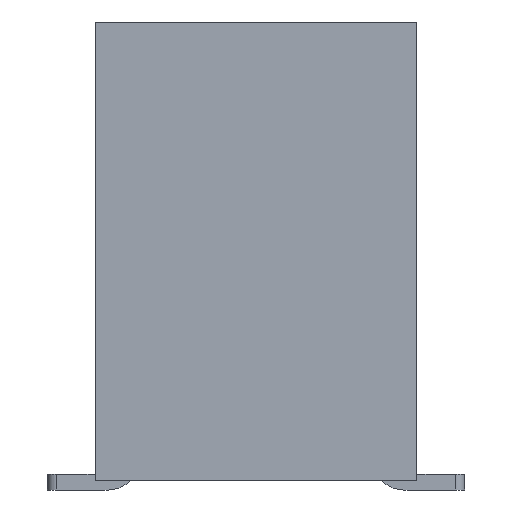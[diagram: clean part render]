
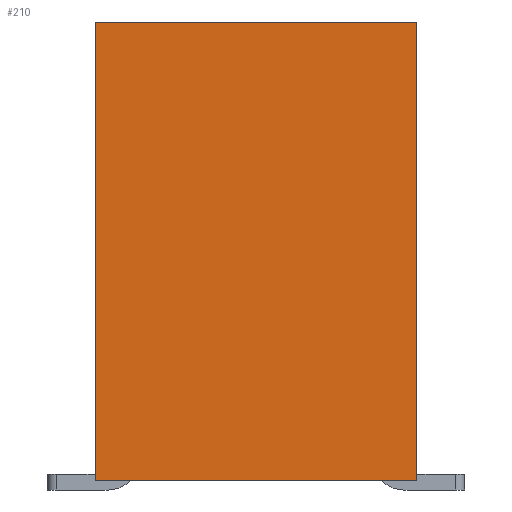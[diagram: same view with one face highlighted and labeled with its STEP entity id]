
A CAD part, left-side view. The second image highlights one B-rep face of the part: STEP entity #210.
In plain terms, the highlighted planar face has unit normal (-1, 0, 0).
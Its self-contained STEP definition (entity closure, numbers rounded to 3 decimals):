
#210=ADVANCED_FACE('',(#936),#580,.T.);
#580=PLANE('',#7177);
#936=FACE_OUTER_BOUND('',#1332,.T.);
#1332=EDGE_LOOP('',(#1936,#1937,#1938,#1939));
#1936=ORIENTED_EDGE('',*,*,#4572,.T.);
#1937=ORIENTED_EDGE('',*,*,#4553,.T.);
#1938=ORIENTED_EDGE('',*,*,#4593,.F.);
#1939=ORIENTED_EDGE('',*,*,#4594,.T.);
#3899=VERTEX_POINT('',#9872);
#3901=VERTEX_POINT('',#9876);
#3918=VERTEX_POINT('',#9914);
#3934=VERTEX_POINT('',#9952);
#4553=EDGE_CURVE('',#3899,#3901,#5559,.T.);
#4572=EDGE_CURVE('',#3918,#3899,#5578,.T.);
#4593=EDGE_CURVE('',#3934,#3901,#5599,.T.);
#4594=EDGE_CURVE('',#3934,#3918,#5600,.T.);
#5559=LINE('',#9877,#6453);
#5578=LINE('',#9913,#6472);
#5599=LINE('',#9951,#6493);
#5600=LINE('',#9953,#6494);
#6453=VECTOR('',#7844,1.);
#6472=VECTOR('',#7865,1.);
#6493=VECTOR('',#7888,1.);
#6494=VECTOR('',#7889,1.);
#7177=AXIS2_PLACEMENT_3D('',#9954,#7890,#7891);
#7844=DIRECTION('',(0.,1.,0.));
#7865=DIRECTION('',(0.,0.,1.));
#7888=DIRECTION('',(0.,0.,1.));
#7889=DIRECTION('',(0.,-1.,0.));
#7890=DIRECTION('',(-1.,0.,0.));
#7891=DIRECTION('',(0.,0.,1.));
#9872=CARTESIAN_POINT('',(0.,0.,6.8));
#9876=CARTESIAN_POINT('',(0.,5.08,6.8));
#9877=CARTESIAN_POINT('',(0.,2.54,6.8));
#9913=CARTESIAN_POINT('',(0.,0.,0.));
#9914=CARTESIAN_POINT('',(0.,0.,-0.45));
#9951=CARTESIAN_POINT('',(0.,5.08,0.));
#9952=CARTESIAN_POINT('',(0.,5.08,-0.45));
#9953=CARTESIAN_POINT('',(0.,5.08,-0.45));
#9954=CARTESIAN_POINT('',(0.,2.54,0.));
